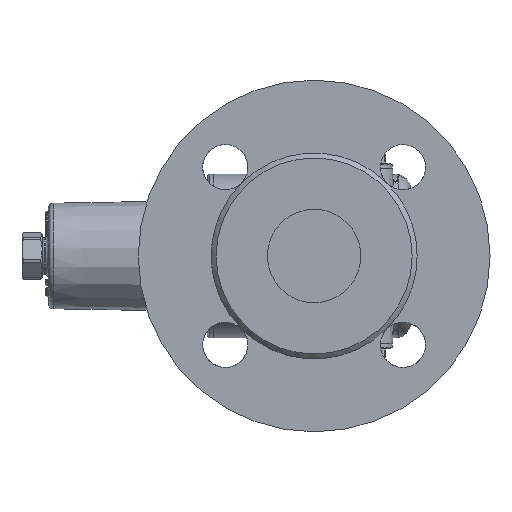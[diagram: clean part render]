
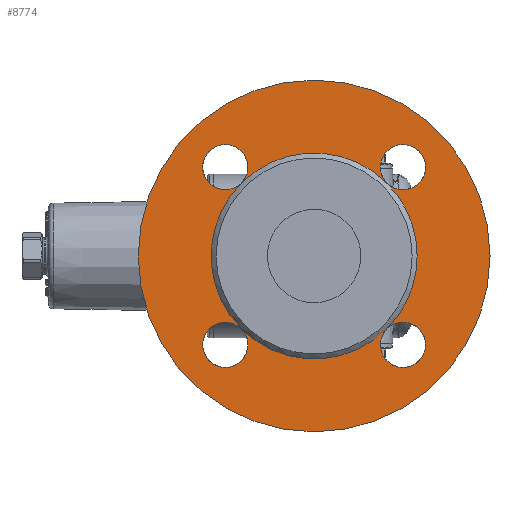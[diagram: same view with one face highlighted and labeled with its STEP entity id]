
A CAD part, left-side view. The second image highlights one B-rep face of the part: STEP entity #8774.
In plain terms, the highlighted planar face has unit normal (-1, 0, 0).
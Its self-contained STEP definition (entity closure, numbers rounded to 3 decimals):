
#967=FACE_BOUND('',#1679,.T.);
#1000=PLANE('',#9383);
#1134=FACE_OUTER_BOUND('',#1678,.T.);
#1678=EDGE_LOOP('',(#5879));
#1679=EDGE_LOOP('',(#5880,#5881,#5882,#5883,#5884,#5885,#5886,#5887,#5888,
#5889,#5890,#5891,#5892));
#3038=CIRCLE('',#9355,9.);
#3039=CIRCLE('',#9356,9.);
#3040=CIRCLE('',#9358,9.);
#3041=CIRCLE('',#9359,9.);
#3042=CIRCLE('',#9361,9.);
#3043=CIRCLE('',#9362,9.);
#3044=CIRCLE('',#9364,9.);
#3045=CIRCLE('',#9365,9.);
#3047=CIRCLE('',#9368,70.);
#3059=CIRCLE('',#9384,41.);
#3060=CIRCLE('',#9385,41.);
#3061=CIRCLE('',#9386,41.);
#3062=CIRCLE('',#9387,41.);
#3063=CIRCLE('',#9388,41.);
#3401=VERTEX_POINT('',#11969);
#3402=VERTEX_POINT('',#11970);
#3405=VERTEX_POINT('',#12015);
#3406=VERTEX_POINT('',#12016);
#3409=VERTEX_POINT('',#12061);
#3410=VERTEX_POINT('',#12062);
#3413=VERTEX_POINT('',#12107);
#3414=VERTEX_POINT('',#12108);
#3419=VERTEX_POINT('',#12156);
#3428=VERTEX_POINT('',#12255);
#4353=EDGE_CURVE('',#3401,#3402,#3038,.T.);
#4354=EDGE_CURVE('',#3402,#3401,#3039,.T.);
#4358=EDGE_CURVE('',#3405,#3406,#3040,.T.);
#4359=EDGE_CURVE('',#3406,#3405,#3041,.T.);
#4363=EDGE_CURVE('',#3409,#3410,#3042,.T.);
#4364=EDGE_CURVE('',#3410,#3409,#3043,.T.);
#4368=EDGE_CURVE('',#3413,#3414,#3044,.T.);
#4369=EDGE_CURVE('',#3414,#3413,#3045,.T.);
#4375=EDGE_CURVE('',#3419,#3419,#3047,.T.);
#4389=EDGE_CURVE('',#3413,#3401,#3059,.T.);
#4390=EDGE_CURVE('',#3409,#3413,#3060,.T.);
#4391=EDGE_CURVE('',#3428,#3409,#3061,.T.);
#4392=EDGE_CURVE('',#3405,#3428,#3062,.T.);
#4393=EDGE_CURVE('',#3401,#3405,#3063,.T.);
#5879=ORIENTED_EDGE('',*,*,#4375,.T.);
#5880=ORIENTED_EDGE('',*,*,#4389,.F.);
#5881=ORIENTED_EDGE('',*,*,#4368,.T.);
#5882=ORIENTED_EDGE('',*,*,#4369,.T.);
#5883=ORIENTED_EDGE('',*,*,#4390,.F.);
#5884=ORIENTED_EDGE('',*,*,#4363,.T.);
#5885=ORIENTED_EDGE('',*,*,#4364,.T.);
#5886=ORIENTED_EDGE('',*,*,#4391,.F.);
#5887=ORIENTED_EDGE('',*,*,#4392,.F.);
#5888=ORIENTED_EDGE('',*,*,#4358,.T.);
#5889=ORIENTED_EDGE('',*,*,#4359,.T.);
#5890=ORIENTED_EDGE('',*,*,#4393,.F.);
#5891=ORIENTED_EDGE('',*,*,#4353,.T.);
#5892=ORIENTED_EDGE('',*,*,#4354,.T.);
#8774=ADVANCED_FACE('',(#1134,#967),#1000,.F.);
#9355=AXIS2_PLACEMENT_3D('',#11971,#10095,#10096);
#9356=AXIS2_PLACEMENT_3D('',#11972,#10097,#10098);
#9358=AXIS2_PLACEMENT_3D('',#12017,#10102,#10103);
#9359=AXIS2_PLACEMENT_3D('',#12018,#10104,#10105);
#9361=AXIS2_PLACEMENT_3D('',#12063,#10109,#10110);
#9362=AXIS2_PLACEMENT_3D('',#12064,#10111,#10112);
#9364=AXIS2_PLACEMENT_3D('',#12109,#10116,#10117);
#9365=AXIS2_PLACEMENT_3D('',#12110,#10118,#10119);
#9368=AXIS2_PLACEMENT_3D('',#12158,#10126,#10127);
#9383=AXIS2_PLACEMENT_3D('',#12252,#10156,#10157);
#9384=AXIS2_PLACEMENT_3D('',#12253,#10158,#10159);
#9385=AXIS2_PLACEMENT_3D('',#12254,#10160,#10161);
#9386=AXIS2_PLACEMENT_3D('',#12256,#10162,#10163);
#9387=AXIS2_PLACEMENT_3D('',#12257,#10164,#10165);
#9388=AXIS2_PLACEMENT_3D('',#12258,#10166,#10167);
#10095=DIRECTION('center_axis',(1.,0.,0.));
#10096=DIRECTION('ref_axis',(0.,1.,0.));
#10097=DIRECTION('center_axis',(1.,0.,0.));
#10098=DIRECTION('ref_axis',(0.,1.,0.));
#10102=DIRECTION('center_axis',(1.,0.,0.));
#10103=DIRECTION('ref_axis',(0.,0.,
-1.));
#10104=DIRECTION('center_axis',(1.,0.,0.));
#10105=DIRECTION('ref_axis',(0.,0.,
-1.));
#10109=DIRECTION('center_axis',(1.,0.,0.));
#10110=DIRECTION('ref_axis',(0.,-1.,0.));
#10111=DIRECTION('center_axis',(1.,0.,0.));
#10112=DIRECTION('ref_axis',(0.,-1.,0.));
#10116=DIRECTION('center_axis',(1.,0.,0.));
#10117=DIRECTION('ref_axis',(0.,0.,
1.));
#10118=DIRECTION('center_axis',(1.,0.,0.));
#10119=DIRECTION('ref_axis',(0.,0.,
1.));
#10126=DIRECTION('center_axis',(-1.,0.,0.));
#10127=DIRECTION('ref_axis',(0.,0.,
1.));
#10156=DIRECTION('center_axis',(1.,0.,0.));
#10157=DIRECTION('ref_axis',(0.,0.,
-1.));
#10158=DIRECTION('center_axis',(-1.,0.,0.));
#10159=DIRECTION('ref_axis',(0.,0.,
1.));
#10160=DIRECTION('center_axis',(-1.,0.,0.));
#10161=DIRECTION('ref_axis',(0.,0.,
1.));
#10162=DIRECTION('center_axis',(-1.,0.,0.));
#10163=DIRECTION('ref_axis',(0.,0.,
1.));
#10164=DIRECTION('center_axis',(-1.,0.,0.));
#10165=DIRECTION('ref_axis',(0.,0.,
1.));
#10166=DIRECTION('center_axis',(-1.,0.,0.));
#10167=DIRECTION('ref_axis',(0.,0.,
1.));
#11969=CARTESIAN_POINT('',(-88.,28.991,-28.991));
#11970=CARTESIAN_POINT('',(-88.,26.355,-35.355));
#11971=CARTESIAN_POINT('Origin',(-88.,35.355,-35.355));
#11972=CARTESIAN_POINT('Origin',(-88.,35.355,-35.355));
#12015=CARTESIAN_POINT('',(-88.,-28.991,-28.991));
#12016=CARTESIAN_POINT('',(-88.,-35.355,-26.355));
#12017=CARTESIAN_POINT('Origin',(-88.,-35.355,-35.355));
#12018=CARTESIAN_POINT('Origin',(-88.,-35.355,-35.355));
#12061=CARTESIAN_POINT('',(-88.,-28.991,28.991));
#12062=CARTESIAN_POINT('',(-88.,-26.355,35.355));
#12063=CARTESIAN_POINT('Origin',(-88.,-35.355,35.355));
#12064=CARTESIAN_POINT('Origin',(-88.,-35.355,35.355));
#12107=CARTESIAN_POINT('',(-88.,28.991,28.991));
#12108=CARTESIAN_POINT('',(-88.,35.355,26.355));
#12109=CARTESIAN_POINT('Origin',(-88.,35.355,35.355));
#12110=CARTESIAN_POINT('Origin',(-88.,35.355,35.355));
#12156=CARTESIAN_POINT('',(-88.,-70.,0.));
#12158=CARTESIAN_POINT('Origin',(-88.,0.,0.));
#12252=CARTESIAN_POINT('Origin',(-88.,70.,0.));
#12253=CARTESIAN_POINT('Origin',(-88.,0.,0.));
#12254=CARTESIAN_POINT('Origin',(-88.,0.,0.));
#12255=CARTESIAN_POINT('',(-88.,-41.,0.));
#12256=CARTESIAN_POINT('Origin',(-88.,0.,0.));
#12257=CARTESIAN_POINT('Origin',(-88.,0.,0.));
#12258=CARTESIAN_POINT('Origin',(-88.,0.,0.));
